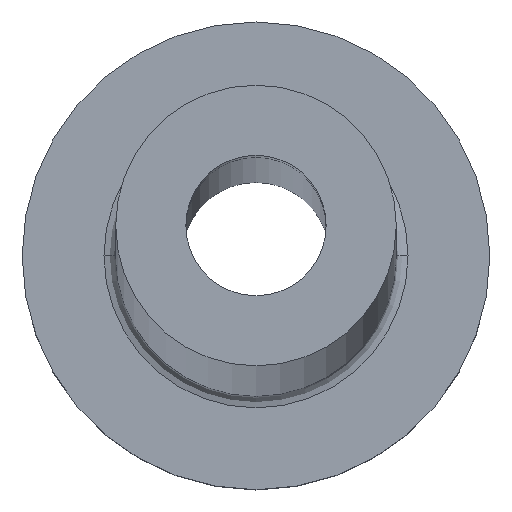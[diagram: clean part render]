
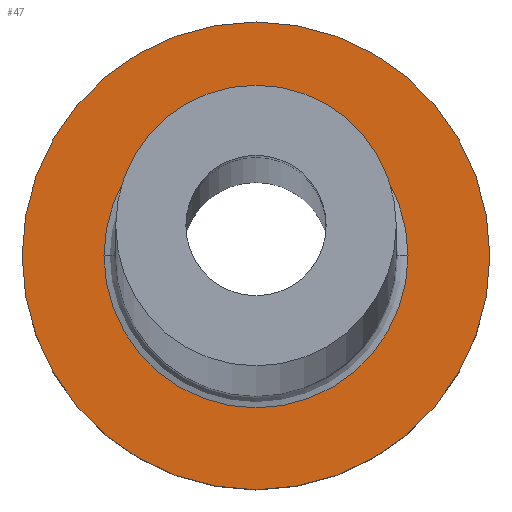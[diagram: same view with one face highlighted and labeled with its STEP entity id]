
A CAD part, top view. The second image highlights one B-rep face of the part: STEP entity #47.
In plain terms, the highlighted planar face has unit normal (0, 0, 1).
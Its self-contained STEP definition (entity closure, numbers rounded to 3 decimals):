
#13 = CIRCLE ( 'NONE', #398, 10. ) ;
#24 = DIRECTION ( 'NONE',  ( 0., 0., 1. ) ) ;
#25 = DIRECTION ( 'NONE',  ( 0., 0., 1. ) ) ;
#35 = AXIS2_PLACEMENT_3D ( 'NONE', #414, #24, #310 ) ;
#46 = CIRCLE ( 'NONE', #164, 10. ) ;
#47 = ADVANCED_FACE ( 'NONE', ( #64, #349 ), #386, .T. ) ;
#55 = EDGE_CURVE ( 'NONE', #374, #400, #169, .T. ) ;
#64 = FACE_BOUND ( 'NONE', #82, .T. ) ;
#82 = EDGE_LOOP ( 'NONE', ( #339, #270 ) ) ;
#84 = AXIS2_PLACEMENT_3D ( 'NONE', #130, #247, #172 ) ;
#105 = ORIENTED_EDGE ( 'NONE', *, *, #192, .T. ) ;
#114 = CIRCLE ( 'NONE', #454, 6.5 ) ;
#130 = CARTESIAN_POINT ( 'NONE',  ( 0., 0., 7. ) ) ;
#164 = AXIS2_PLACEMENT_3D ( 'NONE', #334, #407, #415 ) ;
#168 = CARTESIAN_POINT ( 'NONE',  ( 10., 0., 7. ) ) ;
#169 = CIRCLE ( 'NONE', #84, 6.5 ) ;
#172 = DIRECTION ( 'NONE',  ( 1., 0., 0. ) ) ;
#192 = EDGE_CURVE ( 'NONE', #252, #337, #13, .T. ) ;
#203 = CARTESIAN_POINT ( 'NONE',  ( -6.5, 0., 7. ) ) ;
#245 = CARTESIAN_POINT ( 'NONE',  ( -10., 0., 7. ) ) ;
#247 = DIRECTION ( 'NONE',  ( 0., 0., -1. ) ) ;
#252 = VERTEX_POINT ( 'NONE', #245 ) ;
#270 = ORIENTED_EDGE ( 'NONE', *, *, #413, .T. ) ;
#302 = EDGE_LOOP ( 'NONE', ( #105, #449 ) ) ;
#310 = DIRECTION ( 'NONE',  ( 1., 0., 0. ) ) ;
#318 = DIRECTION ( 'NONE',  ( 1., 0., 0. ) ) ;
#326 = EDGE_CURVE ( 'NONE', #337, #252, #46, .T. ) ;
#332 = DIRECTION ( 'NONE',  ( 1., 0., 0. ) ) ;
#334 = CARTESIAN_POINT ( 'NONE',  ( 0., 0., 7. ) ) ;
#337 = VERTEX_POINT ( 'NONE', #168 ) ;
#339 = ORIENTED_EDGE ( 'NONE', *, *, #55, .T. ) ;
#344 = DIRECTION ( 'NONE',  ( 0., 0., -1. ) ) ;
#349 = FACE_OUTER_BOUND ( 'NONE', #302, .T. ) ;
#374 = VERTEX_POINT ( 'NONE', #438 ) ;
#386 = PLANE ( 'NONE',  #35 ) ;
#398 = AXIS2_PLACEMENT_3D ( 'NONE', #425, #25, #318 ) ;
#400 = VERTEX_POINT ( 'NONE', #203 ) ;
#407 = DIRECTION ( 'NONE',  ( 0., 0., 1. ) ) ;
#408 = CARTESIAN_POINT ( 'NONE',  ( 0., 0., 7. ) ) ;
#413 = EDGE_CURVE ( 'NONE', #400, #374, #114, .T. ) ;
#414 = CARTESIAN_POINT ( 'NONE',  ( 0., 0., 7. ) ) ;
#415 = DIRECTION ( 'NONE',  ( 1., 0., 0. ) ) ;
#425 = CARTESIAN_POINT ( 'NONE',  ( 0., 0., 7. ) ) ;
#438 = CARTESIAN_POINT ( 'NONE',  ( 6.5, 0., 7. ) ) ;
#449 = ORIENTED_EDGE ( 'NONE', *, *, #326, .T. ) ;
#454 = AXIS2_PLACEMENT_3D ( 'NONE', #408, #344, #332 ) ;
